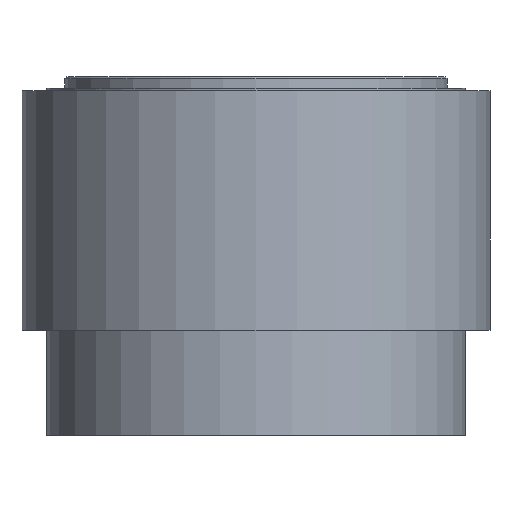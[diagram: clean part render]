
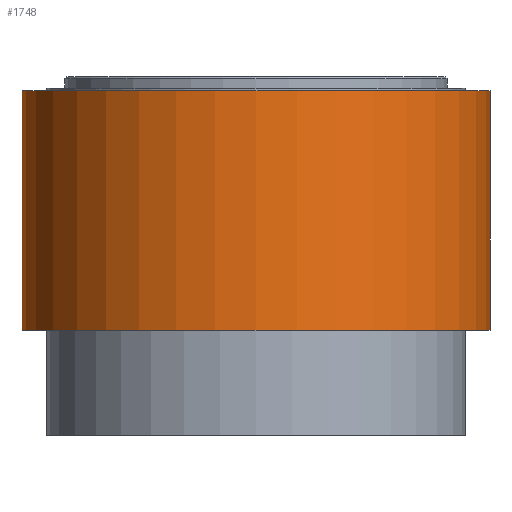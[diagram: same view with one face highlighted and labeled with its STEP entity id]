
A CAD part, front view. The second image highlights one B-rep face of the part: STEP entity #1748.
In plain terms, the highlighted cylindrical face has radius 60 mm (diameter 120 mm), a partial arc.
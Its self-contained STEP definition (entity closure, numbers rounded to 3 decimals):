
#258 = DIRECTION ( 'NONE',  ( 0., 0., -1. ) ) ;
#259 = VECTOR ( 'NONE', #258, 1000. ) ;
#260 = CARTESIAN_POINT ( 'NONE',  ( -60., 0., -4.6 ) ) ;
#261 = LINE ( 'NONE', #260, #259 ) ;
#262 = VECTOR ( 'NONE', #287, 1000. ) ;
#263 = CARTESIAN_POINT ( 'NONE',  ( 60., 0., -4.6 ) ) ;
#264 = LINE ( 'NONE', #263, #262 ) ;
#265 = CARTESIAN_POINT ( 'NONE',  ( -60., 0., 27. ) ) ;
#286 = CARTESIAN_POINT ( 'NONE',  ( 60., 0., 27. ) ) ;
#287 = DIRECTION ( 'NONE',  ( 0., 0., -1. ) ) ;
#304 = CARTESIAN_POINT ( 'NONE',  ( -60., 0., 88.35 ) ) ;
#370 = CARTESIAN_POINT ( 'NONE',  ( 60., 0., 88.35 ) ) ;
#1736 = EDGE_LOOP ( 'NONE', ( #1770, #1775, #1776, #1771 ) ) ;
#1748 = ADVANCED_FACE ( 'NONE', ( #2945 ), #2951, .T. ) ;
#1754 = EDGE_CURVE ( 'NONE', #2090, #2089, #2970, .T. ) ;
#1764 = EDGE_CURVE ( 'NONE', #2065, #2062, #3009, .T. ) ;
#1770 = ORIENTED_EDGE ( 'NONE', *, *, #2064, .F. ) ;
#1771 = ORIENTED_EDGE ( 'NONE', *, *, #1764, .F. ) ;
#1775 = ORIENTED_EDGE ( 'NONE', *, *, #1754, .F. ) ;
#1776 = ORIENTED_EDGE ( 'NONE', *, *, #2057, .T. ) ;
#2057 = EDGE_CURVE ( 'NONE', #2090, #2062, #261, .T. ) ;
#2062 = VERTEX_POINT ( 'NONE', #265 ) ;
#2064 = EDGE_CURVE ( 'NONE', #2089, #2065, #264, .T. ) ;
#2065 = VERTEX_POINT ( 'NONE', #286 ) ;
#2089 = VERTEX_POINT ( 'NONE', #370 ) ;
#2090 = VERTEX_POINT ( 'NONE', #304 ) ;
#2945 = FACE_OUTER_BOUND ( 'NONE', #1736, .T. ) ;
#2951 = CYLINDRICAL_SURFACE ( 'NONE', #2962, 60. ) ;
#2957 = CARTESIAN_POINT ( 'NONE',  ( 0., 0., 88.35 ) ) ;
#2960 = DIRECTION ( 'NONE',  ( 0., 0., -1. ) ) ;
#2961 = CARTESIAN_POINT ( 'NONE',  ( 0., 0., -4.6 ) ) ;
#2962 = AXIS2_PLACEMENT_3D ( 'NONE', #2961, #2960, #2977 ) ;
#2969 = AXIS2_PLACEMENT_3D ( 'NONE', #2957, #2993, #2992 ) ;
#2970 = CIRCLE ( 'NONE', #2969, 60. ) ;
#2977 = DIRECTION ( 'NONE',  ( -1., 0., 0. ) ) ;
#2992 = DIRECTION ( 'NONE',  ( 1., 0., 0. ) ) ;
#2993 = DIRECTION ( 'NONE',  ( 0., 0., 1. ) ) ;
#3006 = DIRECTION ( 'NONE',  ( -1., 0., 0. ) ) ;
#3007 = DIRECTION ( 'NONE',  ( 0., 0., -1. ) ) ;
#3008 = CARTESIAN_POINT ( 'NONE',  ( 0., 0., 27. ) ) ;
#3009 = CIRCLE ( 'NONE', #3016, 60. ) ;
#3016 = AXIS2_PLACEMENT_3D ( 'NONE', #3008, #3007, #3006 ) ;
